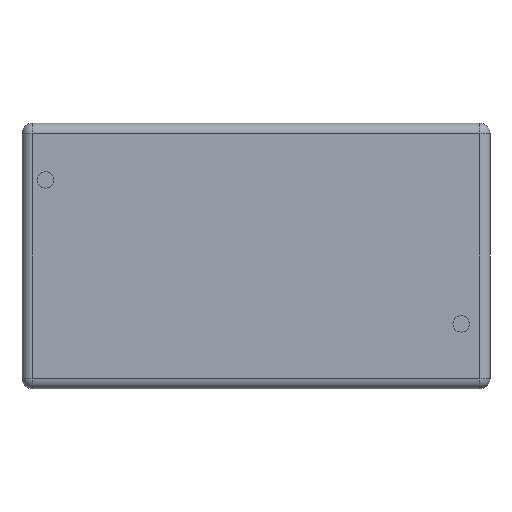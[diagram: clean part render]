
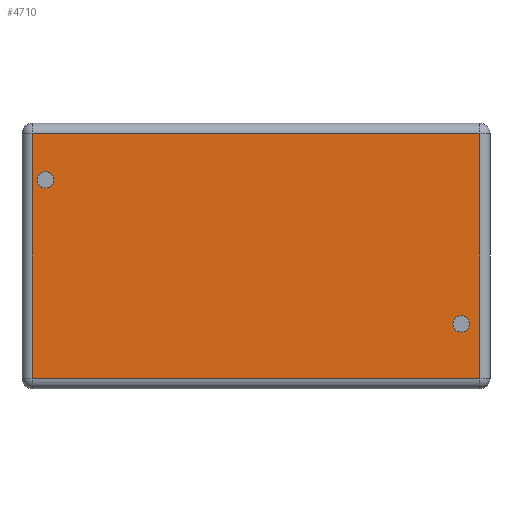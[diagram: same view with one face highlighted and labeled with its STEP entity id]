
A CAD part, front view. The second image highlights one B-rep face of the part: STEP entity #4710.
In plain terms, the highlighted planar face has unit normal (0, -1, 0).
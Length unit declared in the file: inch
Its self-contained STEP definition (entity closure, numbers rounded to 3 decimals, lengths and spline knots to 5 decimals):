
#4475 = EDGE_LOOP ( 'NONE', ( #4711, #4525 ) ) ;
#4511 = EDGE_CURVE ( 'NONE', #9573, #9262, #10145, .T. ) ;
#4525 = ORIENTED_EDGE ( 'NONE', *, *, #9508, .F. ) ;
#4526 = EDGE_CURVE ( 'NONE', #4530, #4532, #10027, .T. ) ;
#4527 = EDGE_LOOP ( 'NONE', ( #4534, #4546, #4547, #4553 ) ) ;
#4528 = EDGE_CURVE ( 'NONE', #4532, #4535, #10105, .T. ) ;
#4530 = VERTEX_POINT ( 'NONE', #10063 ) ;
#4531 = ORIENTED_EDGE ( 'NONE', *, *, #9650, .F. ) ;
#4532 = VERTEX_POINT ( 'NONE', #10087 ) ;
#4534 = ORIENTED_EDGE ( 'NONE', *, *, #4552, .T. ) ;
#4535 = VERTEX_POINT ( 'NONE', #9957 ) ;
#4536 = EDGE_CURVE ( 'NONE', #9606, #9540, #10118, .T. ) ;
#4546 = ORIENTED_EDGE ( 'NONE', *, *, #4526, .T. ) ;
#4547 = ORIENTED_EDGE ( 'NONE', *, *, #4528, .T. ) ;
#4550 = VERTEX_POINT ( 'NONE', #9929 ) ;
#4552 = EDGE_CURVE ( 'NONE', #4550, #4530, #9930, .T. ) ;
#4553 = ORIENTED_EDGE ( 'NONE', *, *, #4713, .T. ) ;
#4708 = ORIENTED_EDGE ( 'NONE', *, *, #4536, .F. ) ;
#4709 = EDGE_LOOP ( 'NONE', ( #4708, #4531 ) ) ;
#4710 = ADVANCED_FACE ( 'NONE', ( #10328, #10321, #10320 ), #10316, .F. ) ;
#4711 = ORIENTED_EDGE ( 'NONE', *, *, #4511, .F. ) ;
#4713 = EDGE_CURVE ( 'NONE', #4535, #4550, #10314, .T. ) ;
#6958 = CARTESIAN_POINT ( 'NONE',  ( 1.995, 0., -0.58 ) ) ;
#9262 = VERTEX_POINT ( 'NONE', #6958 ) ;
#9508 = EDGE_CURVE ( 'NONE', #9262, #9573, #16423, .T. ) ;
#9540 = VERTEX_POINT ( 'NONE', #16454 ) ;
#9573 = VERTEX_POINT ( 'NONE', #16477 ) ;
#9606 = VERTEX_POINT ( 'NONE', #16533 ) ;
#9650 = EDGE_CURVE ( 'NONE', #9540, #9606, #16657, .T. ) ;
#9929 = CARTESIAN_POINT ( 'NONE',  ( 2.175, 0., -1.19 ) ) ;
#9930 = LINE ( 'NONE', #10124, #9995 ) ;
#9957 = CARTESIAN_POINT ( 'NONE',  ( -2.175, 0., -1.19 ) ) ;
#9995 = VECTOR ( 'NONE', #10123, 39.37008 ) ;
#10017 = CARTESIAN_POINT ( 'NONE',  ( -2.045, 0., 0.74 ) ) ;
#10018 = AXIS2_PLACEMENT_3D ( 'NONE', #10017, #10137, #10136 ) ;
#10024 = AXIS2_PLACEMENT_3D ( 'NONE', #10125, #10140, #10139 ) ;
#10026 = CARTESIAN_POINT ( 'NONE',  ( -2.175, 0., 1.19 ) ) ;
#10027 = LINE ( 'NONE', #10026, #10081 ) ;
#10061 = DIRECTION ( 'NONE',  ( -1., 0., 0. ) ) ;
#10063 = CARTESIAN_POINT ( 'NONE',  ( 2.175, 0., 1.19 ) ) ;
#10081 = VECTOR ( 'NONE', #10061, 39.37008 ) ;
#10087 = CARTESIAN_POINT ( 'NONE',  ( -2.175, 0., 1.19 ) ) ;
#10102 = DIRECTION ( 'NONE',  ( 0., 0., -1. ) ) ;
#10103 = VECTOR ( 'NONE', #10102, 39.37008 ) ;
#10104 = CARTESIAN_POINT ( 'NONE',  ( -2.175, 0., 1.19 ) ) ;
#10105 = LINE ( 'NONE', #10104, #10103 ) ;
#10118 = CIRCLE ( 'NONE', #10018, 0.08 ) ;
#10123 = DIRECTION ( 'NONE',  ( 0., 0., 1. ) ) ;
#10124 = CARTESIAN_POINT ( 'NONE',  ( 2.175, 0., 1.19 ) ) ;
#10125 = CARTESIAN_POINT ( 'NONE',  ( 1.995, 0., -0.66 ) ) ;
#10136 = DIRECTION ( 'NONE',  ( 0., 0., -1. ) ) ;
#10137 = DIRECTION ( 'NONE',  ( 0., -1., 0. ) ) ;
#10139 = DIRECTION ( 'NONE',  ( 0., 0., -1. ) ) ;
#10140 = DIRECTION ( 'NONE',  ( 0., -1., 0. ) ) ;
#10145 = CIRCLE ( 'NONE', #10024, 0.08 ) ;
#10239 = DIRECTION ( 'NONE',  ( 1., 0., 0. ) ) ;
#10240 = VECTOR ( 'NONE', #10239, 39.37008 ) ;
#10241 = CARTESIAN_POINT ( 'NONE',  ( -2.175, 0., -1.19 ) ) ;
#10312 = DIRECTION ( 'NONE',  ( 0., 0., 1. ) ) ;
#10314 = LINE ( 'NONE', #10241, #10240 ) ;
#10316 = PLANE ( 'NONE',  #10336 ) ;
#10320 = FACE_OUTER_BOUND ( 'NONE', #4527, .T. ) ;
#10321 = FACE_BOUND ( 'NONE', #4709, .T. ) ;
#10327 = CARTESIAN_POINT ( 'NONE',  ( -2.175, 0., 1.19 ) ) ;
#10328 = FACE_BOUND ( 'NONE', #4475, .T. ) ;
#10336 = AXIS2_PLACEMENT_3D ( 'NONE', #10327, #10391, #10312 ) ;
#10391 = DIRECTION ( 'NONE',  ( 0., 1., 0. ) ) ;
#16421 = DIRECTION ( 'NONE',  ( 0., 0., -1. ) ) ;
#16423 = CIRCLE ( 'NONE', #16424, 0.08 ) ;
#16424 = AXIS2_PLACEMENT_3D ( 'NONE', #16435, #16428, #16421 ) ;
#16428 = DIRECTION ( 'NONE',  ( 0., -1., 0. ) ) ;
#16435 = CARTESIAN_POINT ( 'NONE',  ( 1.995, 0., -0.66 ) ) ;
#16454 = CARTESIAN_POINT ( 'NONE',  ( -2.045, 0., 0.82 ) ) ;
#16477 = CARTESIAN_POINT ( 'NONE',  ( 1.995, 0., -0.74 ) ) ;
#16533 = CARTESIAN_POINT ( 'NONE',  ( -2.045, 0., 0.66 ) ) ;
#16601 = AXIS2_PLACEMENT_3D ( 'NONE', #16640, #16639, #16638 ) ;
#16638 = DIRECTION ( 'NONE',  ( 0., 0., -1. ) ) ;
#16639 = DIRECTION ( 'NONE',  ( 0., -1., 0. ) ) ;
#16640 = CARTESIAN_POINT ( 'NONE',  ( -2.045, 0., 0.74 ) ) ;
#16657 = CIRCLE ( 'NONE', #16601, 0.08 ) ;
